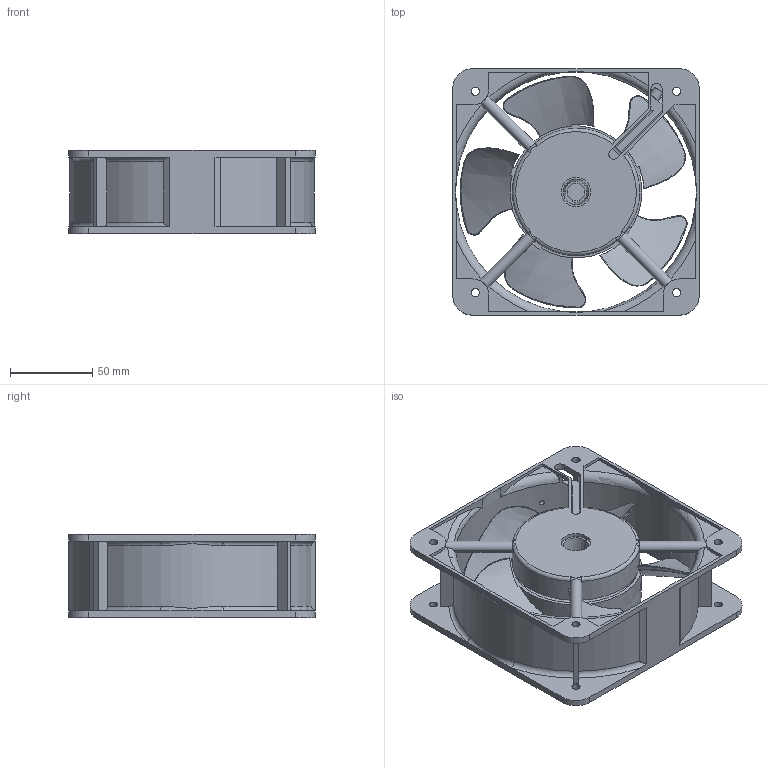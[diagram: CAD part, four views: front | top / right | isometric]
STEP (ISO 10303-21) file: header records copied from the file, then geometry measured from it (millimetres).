
FILE_DESCRIPTION((''),'2;1');
FILE_NAME('ASM0001_ASM','2024-03-23T11:12:39',('Administrator'),(''),'CREO PARAMETRIC BY PTC INC, 2019010','CREO PARAMETRIC BY PTC INC, 2019010','');
FILE_SCHEMA(('CONFIG_CONTROL_DESIGN'));
Length unit declared in the file: millimetre
Products named in the file (3): 15050; 15050YE; ASM0001_ASM
Assembly tree (2 placements, depth 2):
  ASM0001_ASM
    15050
    15050YE
Bounding box: 150 x 150 x 50.6 mm (x, y, z)
Volume: 131917.2 mm3; surface area: 132325.1 mm2
Topology: 2 solids, 2 shells, 457 faces, 1247 edges, 812 vertices
Faces by surface type: bspline 176, plane 121, cylinder 96, torus 34, cone 20, sphere 10
Entity records: 34599 total; most frequent: CARTESIAN_POINT 24063, ORIENTED_EDGE 2484, DIRECTION 1720, EDGE_CURVE 1242, VERTEX_POINT 812, AXIS2_PLACEMENT_3D 640, EDGE_LOOP 518, FACE_OUTER_BOUND 457
